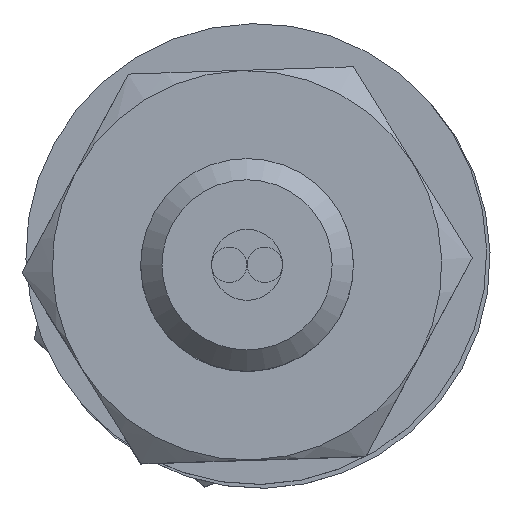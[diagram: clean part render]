
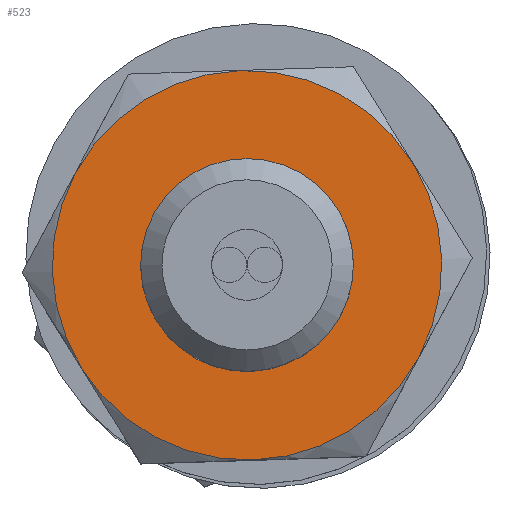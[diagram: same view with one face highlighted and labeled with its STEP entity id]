
A CAD part, top view. The second image highlights one B-rep face of the part: STEP entity #523.
In plain terms, the highlighted face is planar.
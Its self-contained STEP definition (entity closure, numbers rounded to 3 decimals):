
#64=FACE_BOUND('',#164,.T.);
#82=PLANE('',#672);
#125=FACE_OUTER_BOUND('',#163,.T.);
#163=EDGE_LOOP('',(#451,#452));
#164=EDGE_LOOP('',(#453));
#244=CIRCLE('',#673,2.747);
#245=CIRCLE('',#674,2.747);
#246=CIRCLE('',#675,1.5);
#282=VERTEX_POINT('',#1006);
#283=VERTEX_POINT('',#1007);
#284=VERTEX_POINT('',#1010);
#344=EDGE_CURVE('',#282,#283,#244,.T.);
#345=EDGE_CURVE('',#283,#282,#245,.T.);
#346=EDGE_CURVE('',#284,#284,#246,.T.);
#451=ORIENTED_EDGE('',*,*,#344,.T.);
#452=ORIENTED_EDGE('',*,*,#345,.T.);
#453=ORIENTED_EDGE('',*,*,#346,.F.);
#523=ADVANCED_FACE('',(#125,#64),#82,.T.);
#672=AXIS2_PLACEMENT_3D('',#1005,#817,#818);
#673=AXIS2_PLACEMENT_3D('',#1008,#819,#820);
#674=AXIS2_PLACEMENT_3D('',#1009,#821,#822);
#675=AXIS2_PLACEMENT_3D('',#1011,#823,#824);
#817=DIRECTION('center_axis',(1.,0.,0.));
#818=DIRECTION('ref_axis',(0.,0.,-1.));
#819=DIRECTION('center_axis',(1.,0.,0.));
#820=DIRECTION('ref_axis',(0.,0.,-1.));
#821=DIRECTION('center_axis',(1.,0.,0.));
#822=DIRECTION('ref_axis',(0.,0.,-1.));
#823=DIRECTION('center_axis',(1.,0.,0.));
#824=DIRECTION('ref_axis',(0.,0.,-1.));
#1005=CARTESIAN_POINT('Origin',(1.2,0.,0.));
#1006=CARTESIAN_POINT('',(1.2,0.,-2.747));
#1007=CARTESIAN_POINT('',(1.2,0.,2.747));
#1008=CARTESIAN_POINT('Origin',(1.2,0.,0.));
#1009=CARTESIAN_POINT('Origin',(1.2,0.,0.));
#1010=CARTESIAN_POINT('',(1.2,0.,-1.5));
#1011=CARTESIAN_POINT('Origin',(1.2,0.,0.));
